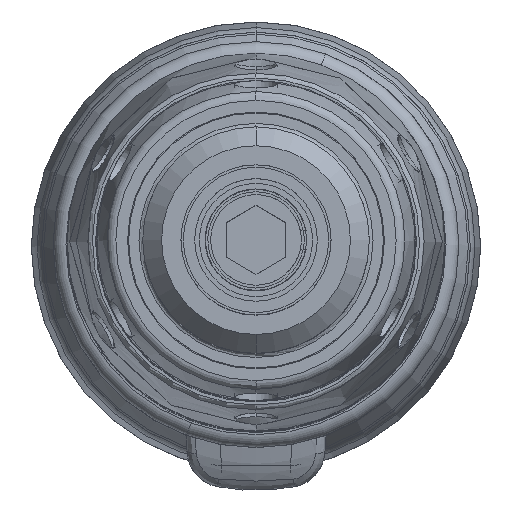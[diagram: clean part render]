
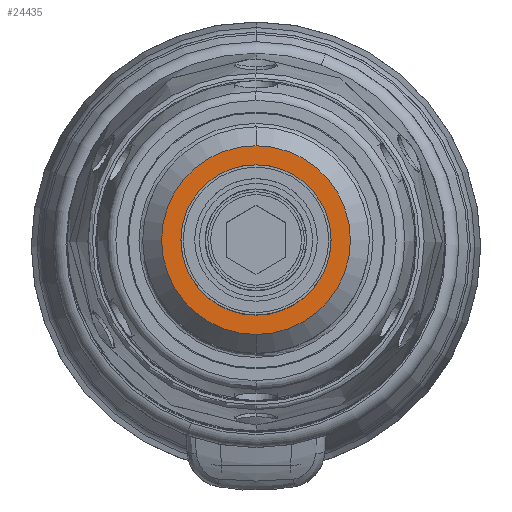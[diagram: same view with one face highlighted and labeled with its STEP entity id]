
A CAD part, top view. The second image highlights one B-rep face of the part: STEP entity #24435.
In plain terms, the highlighted planar face has unit normal (0, 0, 1).
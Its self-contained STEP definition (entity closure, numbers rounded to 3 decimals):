
#2885=CARTESIAN_POINT('',(0.,0.,230.412));
#2886=DIRECTION('',(0.,0.,-1.));
#2887=DIRECTION('',(0.,-1.,0.));
#2888=AXIS2_PLACEMENT_3D('',#2885,#2886,#2887);
#2890=CARTESIAN_POINT('',(0.,0.,230.412));
#2891=DIRECTION('',(0.,0.,-1.));
#2892=DIRECTION('',(0.,1.,0.));
#2893=AXIS2_PLACEMENT_3D('',#2890,#2891,#2892);
#2895=CARTESIAN_POINT('',(0.,0.,230.412));
#2896=DIRECTION('',(0.,0.,1.));
#2897=DIRECTION('',(0.,1.,0.));
#2898=AXIS2_PLACEMENT_3D('',#2895,#2896,#2897);
#2900=CARTESIAN_POINT('',(0.,0.,230.412));
#2901=DIRECTION('',(0.,0.,1.));
#2902=DIRECTION('',(0.,-1.,0.));
#2903=AXIS2_PLACEMENT_3D('',#2900,#2901,#2902);
#20277=CARTESIAN_POINT('',(0.,-10.,230.412));
#20278=CARTESIAN_POINT('',(0.,10.,230.412));
#20279=VERTEX_POINT('',#20277);
#20280=VERTEX_POINT('',#20278);
#20281=CARTESIAN_POINT('',(0.,5.35,230.412));
#20282=CARTESIAN_POINT('',(0.,-5.35,230.412));
#20283=VERTEX_POINT('',#20281);
#20284=VERTEX_POINT('',#20282);
#24419=CARTESIAN_POINT('',(0.,0.,230.412));
#24420=DIRECTION('',(0.,0.,1.));
#24421=DIRECTION('',(0.,-1.,0.));
#24422=AXIS2_PLACEMENT_3D('',#24419,#24420,#24421);
#24423=PLANE('',#24422);
#24424=ORIENTED_EDGE('',*,*,#24409,.T.);
#24426=ORIENTED_EDGE('',*,*,#24425,.T.);
#24427=EDGE_LOOP('',(#24424,#24426));
#24428=FACE_OUTER_BOUND('',#24427,.F.);
#24430=ORIENTED_EDGE('',*,*,#24429,.T.);
#24432=ORIENTED_EDGE('',*,*,#24431,.T.);
#24433=EDGE_LOOP('',(#24430,#24432));
#24434=FACE_BOUND('',#24433,.F.);
#24435=ADVANCED_FACE('',(#24428,#24434),#24423,.T.);
#2889=CIRCLE('',#2888,10.);
#2894=CIRCLE('',#2893,10.);
#2899=CIRCLE('',#2898,5.35);
#2904=CIRCLE('',#2903,5.35);
#24409=EDGE_CURVE('',#20279,#20280,#2889,.T.);
#24425=EDGE_CURVE('',#20280,#20279,#2894,.T.);
#24429=EDGE_CURVE('',#20283,#20284,#2899,.T.);
#24431=EDGE_CURVE('',#20284,#20283,#2904,.T.);
